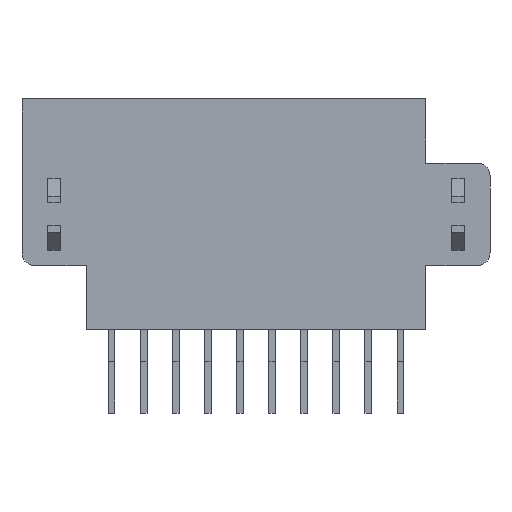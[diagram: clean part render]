
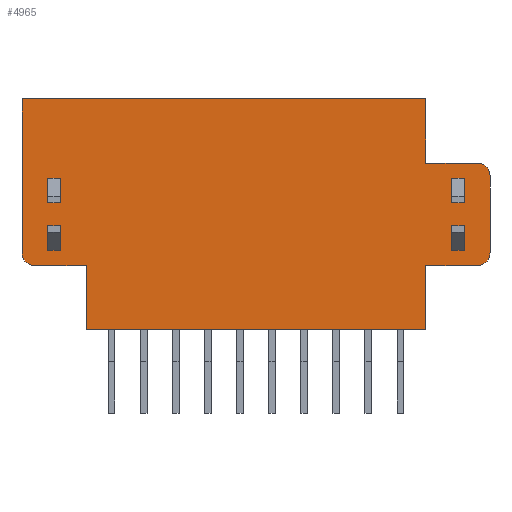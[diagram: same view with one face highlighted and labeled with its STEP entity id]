
A CAD part, front view. The second image highlights one B-rep face of the part: STEP entity #4965.
In plain terms, the highlighted planar face has unit normal (0, -1, 0).
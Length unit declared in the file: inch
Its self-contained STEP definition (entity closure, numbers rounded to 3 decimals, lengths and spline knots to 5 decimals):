
#97=CIRCLE('',#5293,0.01);
#98=CIRCLE('',#5294,0.01);
#99=CIRCLE('',#5295,0.01);
#981=ORIENTED_EDGE('',*,*,#1922,.F.);
#982=ORIENTED_EDGE('',*,*,#1923,.T.);
#983=ORIENTED_EDGE('',*,*,#1924,.F.);
#984=ORIENTED_EDGE('',*,*,#1925,.F.);
#985=ORIENTED_EDGE('',*,*,#1926,.F.);
#986=ORIENTED_EDGE('',*,*,#1927,.T.);
#987=ORIENTED_EDGE('',*,*,#1928,.F.);
#988=ORIENTED_EDGE('',*,*,#1929,.F.);
#989=ORIENTED_EDGE('',*,*,#1930,.F.);
#990=ORIENTED_EDGE('',*,*,#1931,.T.);
#991=ORIENTED_EDGE('',*,*,#1932,.F.);
#992=ORIENTED_EDGE('',*,*,#1933,.F.);
#993=ORIENTED_EDGE('',*,*,#1934,.F.);
#994=ORIENTED_EDGE('',*,*,#1935,.T.);
#995=ORIENTED_EDGE('',*,*,#1936,.F.);
#996=ORIENTED_EDGE('',*,*,#1937,.F.);
#997=ORIENTED_EDGE('',*,*,#1938,.F.);
#998=ORIENTED_EDGE('',*,*,#1939,.T.);
#999=ORIENTED_EDGE('',*,*,#1940,.T.);
#1000=ORIENTED_EDGE('',*,*,#1941,.F.);
#1001=ORIENTED_EDGE('',*,*,#1942,.T.);
#1002=ORIENTED_EDGE('',*,*,#1943,.T.);
#1003=ORIENTED_EDGE('',*,*,#1944,.F.);
#1004=ORIENTED_EDGE('',*,*,#1945,.F.);
#1005=ORIENTED_EDGE('',*,*,#1946,.F.);
#1006=ORIENTED_EDGE('',*,*,#1947,.T.);
#1007=ORIENTED_EDGE('',*,*,#1948,.T.);
#1008=ORIENTED_EDGE('',*,*,#1949,.F.);
#1009=ORIENTED_EDGE('',*,*,#1907,.F.);
#1907=EDGE_CURVE('',#2449,#2451,#3012,.T.);
#1922=EDGE_CURVE('',#2464,#2465,#3024,.T.);
#1923=EDGE_CURVE('',#2464,#2466,#3025,.T.);
#1924=EDGE_CURVE('',#2467,#2466,#3026,.T.);
#1925=EDGE_CURVE('',#2465,#2467,#3027,.T.);
#1926=EDGE_CURVE('',#2468,#2469,#3028,.T.);
#1927=EDGE_CURVE('',#2468,#2470,#3029,.T.);
#1928=EDGE_CURVE('',#2471,#2470,#3030,.T.);
#1929=EDGE_CURVE('',#2469,#2471,#3031,.T.);
#1930=EDGE_CURVE('',#2472,#2473,#3032,.T.);
#1931=EDGE_CURVE('',#2472,#2474,#3033,.T.);
#1932=EDGE_CURVE('',#2475,#2474,#3034,.T.);
#1933=EDGE_CURVE('',#2473,#2475,#3035,.T.);
#1934=EDGE_CURVE('',#2476,#2477,#3036,.T.);
#1935=EDGE_CURVE('',#2476,#2478,#3037,.T.);
#1936=EDGE_CURVE('',#2479,#2478,#3038,.T.);
#1937=EDGE_CURVE('',#2477,#2479,#3039,.T.);
#1938=EDGE_CURVE('',#2480,#2449,#97,.T.);
#1939=EDGE_CURVE('',#2480,#2481,#3040,.T.);
#1940=EDGE_CURVE('',#2481,#2482,#3041,.T.);
#1941=EDGE_CURVE('',#2483,#2482,#3042,.T.);
#1942=EDGE_CURVE('',#2483,#2484,#3043,.T.);
#1943=EDGE_CURVE('',#2484,#2485,#3044,.T.);
#1944=EDGE_CURVE('',#2486,#2485,#98,.T.);
#1945=EDGE_CURVE('',#2487,#2486,#3045,.T.);
#1946=EDGE_CURVE('',#2488,#2487,#99,.T.);
#1947=EDGE_CURVE('',#2488,#2489,#3046,.T.);
#1948=EDGE_CURVE('',#2489,#2490,#3047,.T.);
#1949=EDGE_CURVE('',#2451,#2490,#3048,.T.);
#2449=VERTEX_POINT('',#7528);
#2451=VERTEX_POINT('',#7531);
#2464=VERTEX_POINT('',#7561);
#2465=VERTEX_POINT('',#7562);
#2466=VERTEX_POINT('',#7564);
#2467=VERTEX_POINT('',#7566);
#2468=VERTEX_POINT('',#7569);
#2469=VERTEX_POINT('',#7570);
#2470=VERTEX_POINT('',#7572);
#2471=VERTEX_POINT('',#7574);
#2472=VERTEX_POINT('',#7577);
#2473=VERTEX_POINT('',#7578);
#2474=VERTEX_POINT('',#7580);
#2475=VERTEX_POINT('',#7582);
#2476=VERTEX_POINT('',#7585);
#2477=VERTEX_POINT('',#7586);
#2478=VERTEX_POINT('',#7588);
#2479=VERTEX_POINT('',#7590);
#2480=VERTEX_POINT('',#7593);
#2481=VERTEX_POINT('',#7595);
#2482=VERTEX_POINT('',#7597);
#2483=VERTEX_POINT('',#7599);
#2484=VERTEX_POINT('',#7601);
#2485=VERTEX_POINT('',#7603);
#2486=VERTEX_POINT('',#7605);
#2487=VERTEX_POINT('',#7607);
#2488=VERTEX_POINT('',#7609);
#2489=VERTEX_POINT('',#7611);
#2490=VERTEX_POINT('',#7613);
#3012=LINE('',#7530,#3653);
#3024=LINE('',#7560,#3665);
#3025=LINE('',#7563,#3666);
#3026=LINE('',#7565,#3667);
#3027=LINE('',#7567,#3668);
#3028=LINE('',#7568,#3669);
#3029=LINE('',#7571,#3670);
#3030=LINE('',#7573,#3671);
#3031=LINE('',#7575,#3672);
#3032=LINE('',#7576,#3673);
#3033=LINE('',#7579,#3674);
#3034=LINE('',#7581,#3675);
#3035=LINE('',#7583,#3676);
#3036=LINE('',#7584,#3677);
#3037=LINE('',#7587,#3678);
#3038=LINE('',#7589,#3679);
#3039=LINE('',#7591,#3680);
#3040=LINE('',#7594,#3681);
#3041=LINE('',#7596,#3682);
#3042=LINE('',#7598,#3683);
#3043=LINE('',#7600,#3684);
#3044=LINE('',#7602,#3685);
#3045=LINE('',#7606,#3686);
#3046=LINE('',#7610,#3687);
#3047=LINE('',#7612,#3688);
#3048=LINE('',#7614,#3689);
#3653=VECTOR('',#6196,39.37008);
#3665=VECTOR('',#6218,39.37008);
#3666=VECTOR('',#6219,39.37008);
#3667=VECTOR('',#6220,39.37008);
#3668=VECTOR('',#6221,39.37008);
#3669=VECTOR('',#6222,39.37008);
#3670=VECTOR('',#6223,39.37008);
#3671=VECTOR('',#6224,39.37008);
#3672=VECTOR('',#6225,39.37008);
#3673=VECTOR('',#6226,39.37008);
#3674=VECTOR('',#6227,39.37008);
#3675=VECTOR('',#6228,39.37008);
#3676=VECTOR('',#6229,39.37008);
#3677=VECTOR('',#6230,39.37008);
#3678=VECTOR('',#6231,39.37008);
#3679=VECTOR('',#6232,39.37008);
#3680=VECTOR('',#6233,39.37008);
#3681=VECTOR('',#6236,39.37008);
#3682=VECTOR('',#6237,39.37008);
#3683=VECTOR('',#6238,39.37008);
#3684=VECTOR('',#6239,39.37008);
#3685=VECTOR('',#6240,39.37008);
#3686=VECTOR('',#6243,39.37008);
#3687=VECTOR('',#6246,39.37008);
#3688=VECTOR('',#6247,39.37008);
#3689=VECTOR('',#6248,39.37008);
#4119=EDGE_LOOP('',(#981,#982,#983,#984));
#4120=EDGE_LOOP('',(#985,#986,#987,#988));
#4121=EDGE_LOOP('',(#989,#990,#991,#992));
#4122=EDGE_LOOP('',(#993,#994,#995,#996));
#4123=EDGE_LOOP('',(#997,#998,#999,#1000,#1001,#1002,#1003,#1004,#1005,
#1006,#1007,#1008,#1009));
#4450=FACE_BOUND('',#4119,.T.);
#4451=FACE_BOUND('',#4120,.T.);
#4452=FACE_BOUND('',#4121,.T.);
#4453=FACE_BOUND('',#4122,.T.);
#4454=FACE_BOUND('',#4123,.T.);
#4711=PLANE('',#5292);
#4965=ADVANCED_FACE('',(#4450,#4451,#4452,#4453,#4454),#4711,.F.);
#5292=AXIS2_PLACEMENT_3D('',#7559,#6216,#6217);
#5293=AXIS2_PLACEMENT_3D('',#7592,#6234,#6235);
#5294=AXIS2_PLACEMENT_3D('',#7604,#6241,#6242);
#5295=AXIS2_PLACEMENT_3D('',#7608,#6244,#6245);
#6196=DIRECTION('',(0.,0.,1.));
#6216=DIRECTION('',(0.,1.,0.));
#6217=DIRECTION('',(0.,0.,1.));
#6218=DIRECTION('',(-1.,0.,0.));
#6219=DIRECTION('',(0.,0.,-1.));
#6220=DIRECTION('',(1.,0.,0.));
#6221=DIRECTION('',(0.,0.,-1.));
#6222=DIRECTION('',(-1.,0.,0.));
#6223=DIRECTION('',(0.,0.,-1.));
#6224=DIRECTION('',(1.,0.,0.));
#6225=DIRECTION('',(0.,0.,-1.));
#6226=DIRECTION('',(-1.,0.,0.));
#6227=DIRECTION('',(0.,0.,-1.));
#6228=DIRECTION('',(1.,0.,0.));
#6229=DIRECTION('',(0.,0.,-1.));
#6230=DIRECTION('',(-1.,0.,0.));
#6231=DIRECTION('',(0.,0.,-1.));
#6232=DIRECTION('',(1.,0.,0.));
#6233=DIRECTION('',(0.,0.,-1.));
#6234=DIRECTION('',(0.,1.,0.));
#6235=DIRECTION('',(1.,0.,0.));
#6236=DIRECTION('',(1.,0.,0.));
#6237=DIRECTION('',(0.,0.,-1.));
#6238=DIRECTION('',(-1.,0.,0.));
#6239=DIRECTION('',(0.,0.,1.));
#6240=DIRECTION('',(1.,0.,0.));
#6241=DIRECTION('',(0.,1.,0.));
#6242=DIRECTION('',(1.,0.,0.));
#6243=DIRECTION('',(0.,0.,-1.));
#6244=DIRECTION('',(0.,1.,0.));
#6245=DIRECTION('',(1.,0.,0.));
#6246=DIRECTION('',(-1.,0.,0.));
#6247=DIRECTION('',(0.,0.,1.));
#6248=DIRECTION('',(1.,0.,0.));
#7528=CARTESIAN_POINT('',(-0.1825,0.,-0.12));
#7530=CARTESIAN_POINT('',(-0.1825,0.,-0.18));
#7531=CARTESIAN_POINT('',(-0.1825,0.,0.));
#7559=CARTESIAN_POINT('',(0.,0.,0.));
#7560=CARTESIAN_POINT('',(0.,0.,-0.06725));
#7561=CARTESIAN_POINT('',(-0.1525,0.,-0.06725));
#7562=CARTESIAN_POINT('',(-0.1625,0.,-0.06725));
#7563=CARTESIAN_POINT('',(-0.1525,0.,0.));
#7564=CARTESIAN_POINT('',(-0.1525,0.,-0.081));
#7565=CARTESIAN_POINT('',(0.,0.,-0.081));
#7566=CARTESIAN_POINT('',(-0.1625,0.,-0.081));
#7567=CARTESIAN_POINT('',(-0.1625,0.,0.));
#7568=CARTESIAN_POINT('',(0.,0.,-0.099));
#7569=CARTESIAN_POINT('',(-0.1525,0.,-0.099));
#7570=CARTESIAN_POINT('',(-0.1625,0.,-0.099));
#7571=CARTESIAN_POINT('',(-0.1525,0.,0.));
#7572=CARTESIAN_POINT('',(-0.1525,0.,-0.11275));
#7573=CARTESIAN_POINT('',(0.,0.,-0.11275));
#7574=CARTESIAN_POINT('',(-0.1625,0.,-0.11275));
#7575=CARTESIAN_POINT('',(-0.1625,0.,0.));
#7576=CARTESIAN_POINT('',(0.,0.,-0.06725));
#7577=CARTESIAN_POINT('',(0.1625,0.,-0.06725));
#7578=CARTESIAN_POINT('',(0.1525,0.,-0.06725));
#7579=CARTESIAN_POINT('',(0.1625,0.,0.));
#7580=CARTESIAN_POINT('',(0.1625,0.,-0.081));
#7581=CARTESIAN_POINT('',(0.,0.,-0.081));
#7582=CARTESIAN_POINT('',(0.1525,0.,-0.081));
#7583=CARTESIAN_POINT('',(0.1525,0.,0.));
#7584=CARTESIAN_POINT('',(0.,0.,-0.099));
#7585=CARTESIAN_POINT('',(0.1625,0.,-0.099));
#7586=CARTESIAN_POINT('',(0.1525,0.,-0.099));
#7587=CARTESIAN_POINT('',(0.1625,0.,0.));
#7588=CARTESIAN_POINT('',(0.1625,0.,-0.11275));
#7589=CARTESIAN_POINT('',(0.,0.,-0.11275));
#7590=CARTESIAN_POINT('',(0.1525,0.,-0.11275));
#7591=CARTESIAN_POINT('',(0.1525,0.,0.));
#7592=CARTESIAN_POINT('',(-0.1725,0.,-0.12));
#7593=CARTESIAN_POINT('',(-0.1725,0.,-0.13));
#7594=CARTESIAN_POINT('',(-0.1725,0.,-0.13));
#7595=CARTESIAN_POINT('',(-0.1325,0.,-0.13));
#7596=CARTESIAN_POINT('',(-0.1325,0.,-0.13));
#7597=CARTESIAN_POINT('',(-0.1325,0.,-0.18));
#7598=CARTESIAN_POINT('',(0.1825,0.,-0.18));
#7599=CARTESIAN_POINT('',(0.1325,0.,-0.18));
#7600=CARTESIAN_POINT('',(0.1325,0.,-0.18));
#7601=CARTESIAN_POINT('',(0.1325,0.,-0.13));
#7602=CARTESIAN_POINT('',(0.1325,0.,-0.13));
#7603=CARTESIAN_POINT('',(0.1725,0.,-0.13));
#7604=CARTESIAN_POINT('',(0.1725,0.,-0.12));
#7605=CARTESIAN_POINT('',(0.1825,0.,-0.12));
#7606=CARTESIAN_POINT('',(0.1825,0.,0.));
#7607=CARTESIAN_POINT('',(0.1825,0.,-0.06));
#7608=CARTESIAN_POINT('',(0.1725,0.,-0.06));
#7609=CARTESIAN_POINT('',(0.1725,0.,-0.05));
#7610=CARTESIAN_POINT('',(0.1725,0.,-0.05));
#7611=CARTESIAN_POINT('',(0.1325,0.,-0.05));
#7612=CARTESIAN_POINT('',(0.1325,0.,-0.05));
#7613=CARTESIAN_POINT('',(0.1325,0.,0.));
#7614=CARTESIAN_POINT('',(-0.1825,0.,0.));
